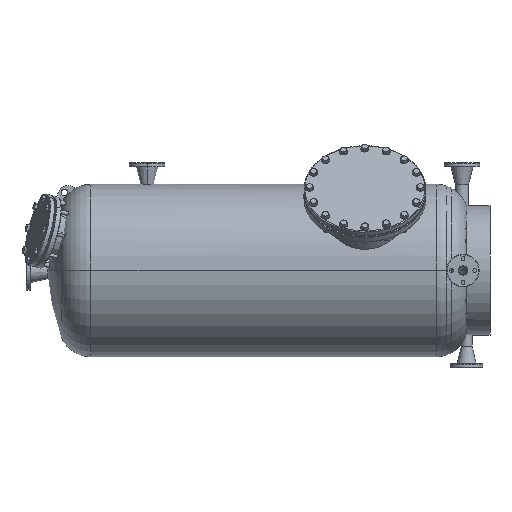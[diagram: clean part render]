
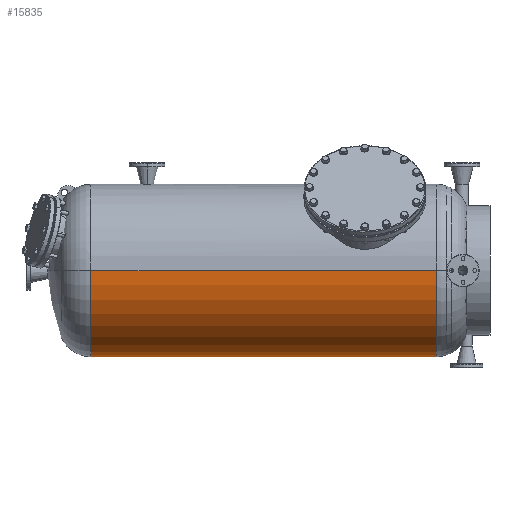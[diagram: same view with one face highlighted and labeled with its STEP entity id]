
A CAD part, left-side view. The second image highlights one B-rep face of the part: STEP entity #15835.
In plain terms, the highlighted cylindrical face has radius 400 mm (diameter 800 mm), a partial arc.
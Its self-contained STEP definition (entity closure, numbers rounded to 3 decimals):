
#552 = ORIENTED_EDGE ( 'NONE', *, *, #43239, .F. ) ;
#815 = CARTESIAN_POINT ( 'NONE',  ( -96.222, -568.046, 29.066 ) ) ;
#3240 = CARTESIAN_POINT ( 'NONE',  ( -96.222, 1231.954, 29.066 ) ) ;
#4390 = AXIS2_PLACEMENT_3D ( 'NONE', #815, #4961, #31398 ) ;
#4961 = DIRECTION ( 'NONE',  ( 0., 1., 0. ) ) ;
#5188 = CARTESIAN_POINT ( 'NONE',  ( -496.222, 1231.954, 29.066 ) ) ;
#5203 = CIRCLE ( 'NONE', #47713, 400. ) ;
#6229 = VERTEX_POINT ( 'NONE', #7499 ) ;
#7499 = CARTESIAN_POINT ( 'NONE',  ( 303.778, -568.046, 29.066 ) ) ;
#8350 = DIRECTION ( 'NONE',  ( 0., 1., 0. ) ) ;
#8476 = ORIENTED_EDGE ( 'NONE', *, *, #30004, .T. ) ;
#10289 = FACE_OUTER_BOUND ( 'NONE', #37517, .T. ) ;
#11123 = DIRECTION ( 'NONE',  ( 0., 1., 0. ) ) ;
#14089 = EDGE_CURVE ( 'NONE', #43275, #44516, #26994, .T. ) ;
#14417 = CARTESIAN_POINT ( 'NONE',  ( -496.222, 1031.954, 29.066 ) ) ;
#15497 = CARTESIAN_POINT ( 'NONE',  ( 303.778, 1231.954, 29.066 ) ) ;
#15835 = ADVANCED_FACE ( 'NONE', ( #10289 ), #37197, .T. ) ;
#22302 = ORIENTED_EDGE ( 'NONE', *, *, #14089, .T. ) ;
#26835 = ORIENTED_EDGE ( 'NONE', *, *, #39718, .F. ) ;
#26994 = LINE ( 'NONE', #5188, #39246 ) ;
#27816 = CARTESIAN_POINT ( 'NONE',  ( -96.222, 1031.954, 29.066 ) ) ;
#28299 = CARTESIAN_POINT ( 'NONE',  ( -496.222, -568.046, 29.066 ) ) ;
#28986 = VECTOR ( 'NONE', #11123, 1000. ) ;
#30004 = EDGE_CURVE ( 'NONE', #6229, #43275, #40748, .T. ) ;
#31398 = DIRECTION ( 'NONE',  ( -1., 0., 0. ) ) ;
#32220 = DIRECTION ( 'NONE',  ( -1., 0., 0. ) ) ;
#33550 = AXIS2_PLACEMENT_3D ( 'NONE', #3240, #44416, #44197 ) ;
#36887 = LINE ( 'NONE', #15497, #28986 ) ;
#37197 = CYLINDRICAL_SURFACE ( 'NONE', #33550, 400. ) ;
#37517 = EDGE_LOOP ( 'NONE', ( #26835, #8476, #22302, #552 ) ) ;
#39246 = VECTOR ( 'NONE', #8350, 1000. ) ;
#39451 = DIRECTION ( 'NONE',  ( 0., 1., 0. ) ) ;
#39718 = EDGE_CURVE ( 'NONE', #6229, #44457, #36887, .T. ) ;
#40748 = CIRCLE ( 'NONE', #4390, 400. ) ;
#43239 = EDGE_CURVE ( 'NONE', #44457, #44516, #5203, .T. ) ;
#43275 = VERTEX_POINT ( 'NONE', #28299 ) ;
#44197 = DIRECTION ( 'NONE',  ( -1., 0., 0. ) ) ;
#44416 = DIRECTION ( 'NONE',  ( 0., 1., 0. ) ) ;
#44457 = VERTEX_POINT ( 'NONE', #47307 ) ;
#44516 = VERTEX_POINT ( 'NONE', #14417 ) ;
#47307 = CARTESIAN_POINT ( 'NONE',  ( 303.778, 1031.954, 29.066 ) ) ;
#47713 = AXIS2_PLACEMENT_3D ( 'NONE', #27816, #39451, #32220 ) ;
